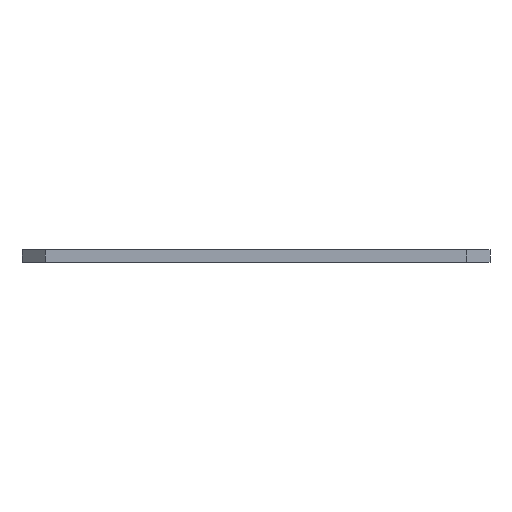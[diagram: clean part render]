
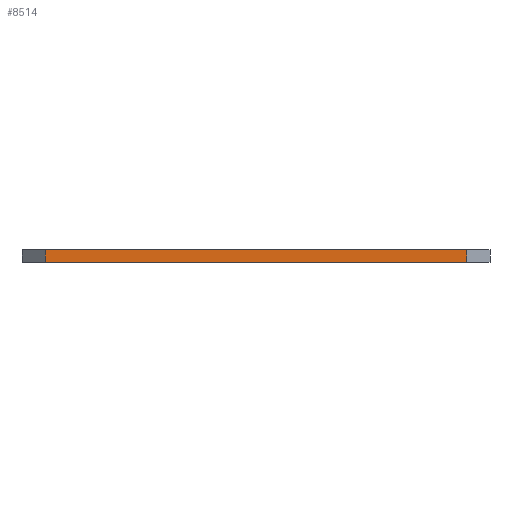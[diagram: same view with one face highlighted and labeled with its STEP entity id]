
A CAD part, left-side view. The second image highlights one B-rep face of the part: STEP entity #8514.
In plain terms, the highlighted planar face has unit normal (-1, 0, 0).
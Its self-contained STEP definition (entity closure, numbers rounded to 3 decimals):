
#83 = PLANE('',#84);
#84 = AXIS2_PLACEMENT_3D('',#85,#86,#87);
#85 = CARTESIAN_POINT('',(27.,30.,1.6));
#86 = DIRECTION('',(-0.,0.,-1.));
#87 = DIRECTION('',(-1.,0.,0.));
#111 = PLANE('',#112);
#112 = AXIS2_PLACEMENT_3D('',#113,#114,#115);
#113 = CARTESIAN_POINT('',(-27.,30.,0.));
#114 = DIRECTION('',(0.707,-0.707,0.));
#115 = DIRECTION('',(-0.707,-0.707,0.));
#137 = PLANE('',#138);
#138 = AXIS2_PLACEMENT_3D('',#139,#140,#141);
#139 = CARTESIAN_POINT('',(27.,30.,0.));
#140 = DIRECTION('',(-0.,0.,-1.));
#141 = DIRECTION('',(-1.,0.,0.));
#230 = VERTEX_POINT('',#231);
#231 = CARTESIAN_POINT('',(-30.,27.,1.6));
#252 = EDGE_CURVE('',#253,#230,#255,.T.);
#253 = VERTEX_POINT('',#254);
#254 = CARTESIAN_POINT('',(-30.,27.,0.));
#255 = SURFACE_CURVE('',#256,(#260,#267),.PCURVE_S1.);
#256 = LINE('',#257,#258);
#257 = CARTESIAN_POINT('',(-30.,27.,0.));
#258 = VECTOR('',#259,1.);
#259 = DIRECTION('',(0.,0.,1.));
#260 = PCURVE('',#111,#261);
#261 = DEFINITIONAL_REPRESENTATION('',(#262),#266);
#262 = LINE('',#263,#264);
#263 = CARTESIAN_POINT('',(4.243,0.));
#264 = VECTOR('',#265,1.);
#265 = DIRECTION('',(0.,-1.));
#266 = ( GEOMETRIC_REPRESENTATION_CONTEXT(2) 
PARAMETRIC_REPRESENTATION_CONTEXT() REPRESENTATION_CONTEXT('2D SPACE',''
  ) );
#267 = PCURVE('',#268,#273);
#268 = PLANE('',#269);
#269 = AXIS2_PLACEMENT_3D('',#270,#271,#272);
#270 = CARTESIAN_POINT('',(-30.,27.,0.));
#271 = DIRECTION('',(1.,0.,-0.));
#272 = DIRECTION('',(0.,-1.,0.));
#273 = DEFINITIONAL_REPRESENTATION('',(#274),#278);
#274 = LINE('',#275,#276);
#275 = CARTESIAN_POINT('',(0.,0.));
#276 = VECTOR('',#277,1.);
#277 = DIRECTION('',(0.,-1.));
#278 = ( GEOMETRIC_REPRESENTATION_CONTEXT(2) 
PARAMETRIC_REPRESENTATION_CONTEXT() REPRESENTATION_CONTEXT('2D SPACE',''
  ) );
#386 = VERTEX_POINT('',#387);
#387 = CARTESIAN_POINT('',(-30.,-27.,0.));
#401 = PLANE('',#402);
#402 = AXIS2_PLACEMENT_3D('',#403,#404,#405);
#403 = CARTESIAN_POINT('',(-30.,-27.,0.));
#404 = DIRECTION('',(0.707,0.707,-0.));
#405 = DIRECTION('',(0.707,-0.707,0.));
#413 = EDGE_CURVE('',#253,#386,#414,.T.);
#414 = SURFACE_CURVE('',#415,(#419,#426),.PCURVE_S1.);
#415 = LINE('',#416,#417);
#416 = CARTESIAN_POINT('',(-30.,27.,0.));
#417 = VECTOR('',#418,1.);
#418 = DIRECTION('',(0.,-1.,0.));
#419 = PCURVE('',#137,#420);
#420 = DEFINITIONAL_REPRESENTATION('',(#421),#425);
#421 = LINE('',#422,#423);
#422 = CARTESIAN_POINT('',(57.,-3.));
#423 = VECTOR('',#424,1.);
#424 = DIRECTION('',(0.,-1.));
#425 = ( GEOMETRIC_REPRESENTATION_CONTEXT(2) 
PARAMETRIC_REPRESENTATION_CONTEXT() REPRESENTATION_CONTEXT('2D SPACE',''
  ) );
#426 = PCURVE('',#268,#427);
#427 = DEFINITIONAL_REPRESENTATION('',(#428),#432);
#428 = LINE('',#429,#430);
#429 = CARTESIAN_POINT('',(0.,0.));
#430 = VECTOR('',#431,1.);
#431 = DIRECTION('',(1.,0.));
#432 = ( GEOMETRIC_REPRESENTATION_CONTEXT(2) 
PARAMETRIC_REPRESENTATION_CONTEXT() REPRESENTATION_CONTEXT('2D SPACE',''
  ) );
#4792 = VERTEX_POINT('',#4793);
#4793 = CARTESIAN_POINT('',(-30.,-27.,1.6));
#4814 = EDGE_CURVE('',#230,#4792,#4815,.T.);
#4815 = SURFACE_CURVE('',#4816,(#4820,#4827),.PCURVE_S1.);
#4816 = LINE('',#4817,#4818);
#4817 = CARTESIAN_POINT('',(-30.,27.,1.6));
#4818 = VECTOR('',#4819,1.);
#4819 = DIRECTION('',(0.,-1.,0.));
#4820 = PCURVE('',#83,#4821);
#4821 = DEFINITIONAL_REPRESENTATION('',(#4822),#4826);
#4822 = LINE('',#4823,#4824);
#4823 = CARTESIAN_POINT('',(57.,-3.));
#4824 = VECTOR('',#4825,1.);
#4825 = DIRECTION('',(0.,-1.));
#4826 = ( GEOMETRIC_REPRESENTATION_CONTEXT(2) 
PARAMETRIC_REPRESENTATION_CONTEXT() REPRESENTATION_CONTEXT('2D SPACE',''
  ) );
#4827 = PCURVE('',#268,#4828);
#4828 = DEFINITIONAL_REPRESENTATION('',(#4829),#4833);
#4829 = LINE('',#4830,#4831);
#4830 = CARTESIAN_POINT('',(0.,-1.6));
#4831 = VECTOR('',#4832,1.);
#4832 = DIRECTION('',(1.,0.));
#4833 = ( GEOMETRIC_REPRESENTATION_CONTEXT(2) 
PARAMETRIC_REPRESENTATION_CONTEXT() REPRESENTATION_CONTEXT('2D SPACE',''
  ) );
#8514 = ADVANCED_FACE('',(#8515),#268,.F.);
#8515 = FACE_BOUND('',#8516,.F.);
#8516 = EDGE_LOOP('',(#8517,#8518,#8519,#8540));
#8517 = ORIENTED_EDGE('',*,*,#252,.T.);
#8518 = ORIENTED_EDGE('',*,*,#4814,.T.);
#8519 = ORIENTED_EDGE('',*,*,#8520,.F.);
#8520 = EDGE_CURVE('',#386,#4792,#8521,.T.);
#8521 = SURFACE_CURVE('',#8522,(#8526,#8533),.PCURVE_S1.);
#8522 = LINE('',#8523,#8524);
#8523 = CARTESIAN_POINT('',(-30.,-27.,0.));
#8524 = VECTOR('',#8525,1.);
#8525 = DIRECTION('',(0.,0.,1.));
#8526 = PCURVE('',#268,#8527);
#8527 = DEFINITIONAL_REPRESENTATION('',(#8528),#8532);
#8528 = LINE('',#8529,#8530);
#8529 = CARTESIAN_POINT('',(54.,0.));
#8530 = VECTOR('',#8531,1.);
#8531 = DIRECTION('',(0.,-1.));
#8532 = ( GEOMETRIC_REPRESENTATION_CONTEXT(2) 
PARAMETRIC_REPRESENTATION_CONTEXT() REPRESENTATION_CONTEXT('2D SPACE',''
  ) );
#8533 = PCURVE('',#401,#8534);
#8534 = DEFINITIONAL_REPRESENTATION('',(#8535),#8539);
#8535 = LINE('',#8536,#8537);
#8536 = CARTESIAN_POINT('',(0.,0.));
#8537 = VECTOR('',#8538,1.);
#8538 = DIRECTION('',(0.,-1.));
#8539 = ( GEOMETRIC_REPRESENTATION_CONTEXT(2) 
PARAMETRIC_REPRESENTATION_CONTEXT() REPRESENTATION_CONTEXT('2D SPACE',''
  ) );
#8540 = ORIENTED_EDGE('',*,*,#413,.F.);
